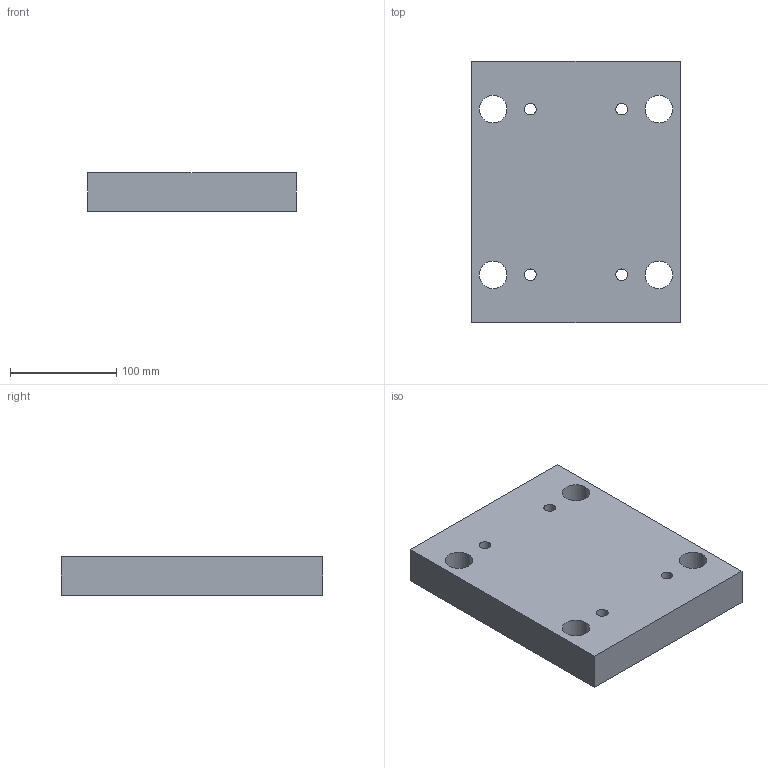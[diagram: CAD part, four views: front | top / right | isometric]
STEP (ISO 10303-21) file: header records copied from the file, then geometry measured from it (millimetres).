
FILE_DESCRIPTION(('STEP AP214'),'1');
FILE_NAME('Plaque_semelle.stp','2016-05-12T07:55:22',(' '),(' '),'Spatial InterOp 3D',' ',' ');
FILE_SCHEMA(('automotive_design'));
Length unit declared in the file: millimetre
Products named in the file (1): Plaque semelle, largeur saillante avec logement pour rondelles
Bounding box: 196 x 246 x 36 mm (x, y, z)
Volume: 1613175.3 mm3; surface area: 142085.3 mm2
Topology: 1 solids, 1 shells, 24 faces, 57 edges, 40 vertices
Faces by surface type: cylinder 13, plane 11
Full cylindrical faces by diameter (mm): 11 x4, 18 x4, 26 x4, 90 x1
Entity records: 836 total; most frequent: DIRECTION 114, CARTESIAN_POINT 97, ORIENTED_EDGE 76, EDGE_LOOP 58, AXIS2_PLACEMENT_3D 51, EDGE_CURVE 38, FACE_OUTER_BOUND 37, VERTEX_POINT 34
